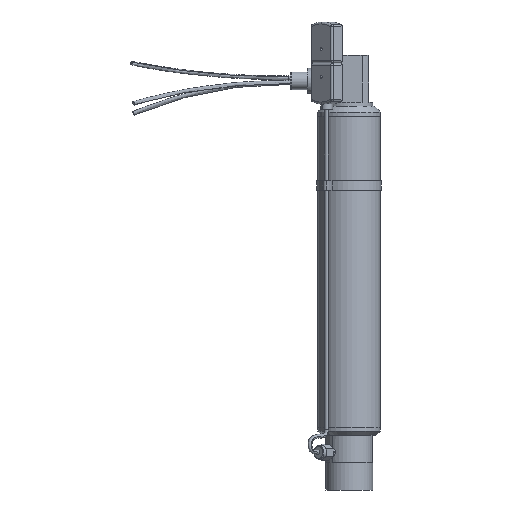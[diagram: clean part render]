
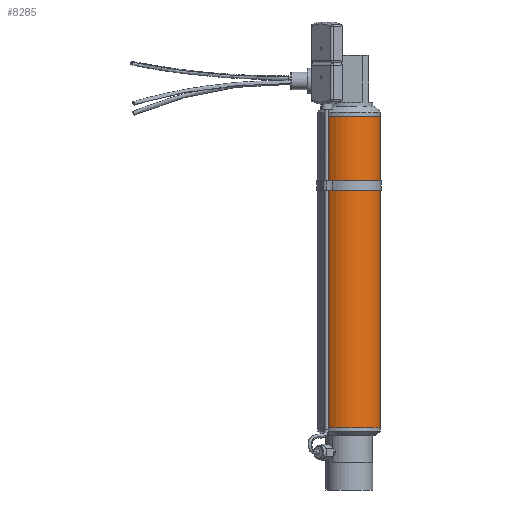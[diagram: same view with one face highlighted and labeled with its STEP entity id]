
A CAD part, front view. The second image highlights one B-rep face of the part: STEP entity #8285.
In plain terms, the highlighted cylindrical face has radius 25.4 mm (diameter 50.8 mm), a partial arc.
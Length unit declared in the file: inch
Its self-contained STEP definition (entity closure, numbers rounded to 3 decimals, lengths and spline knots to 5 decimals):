
#1138 = CARTESIAN_POINT ( 'NONE',  ( 0.70258, 0.71161, -14.32207 ) ) ;
#1250 = DIRECTION ( 'NONE',  ( 0., 0., 1. ) ) ;
#1648 = VERTEX_POINT ( 'NONE', #1138 ) ;
#1772 = DIRECTION ( 'NONE',  ( 0., 0., -1. ) ) ;
#1797 = LINE ( 'NONE', #4928, #6685 ) ;
#1798 = AXIS2_PLACEMENT_3D ( 'NONE', #8073, #12069, #8109 ) ;
#2139 = VERTEX_POINT ( 'NONE', #8016 ) ;
#2202 = ORIENTED_EDGE ( 'NONE', *, *, #7485, .T. ) ;
#2473 = ORIENTED_EDGE ( 'NONE', *, *, #11732, .F. ) ;
#2926 = VERTEX_POINT ( 'NONE', #5268 ) ;
#2934 = DIRECTION ( 'NONE',  ( 0., 0., 1. ) ) ;
#3243 = AXIS2_PLACEMENT_3D ( 'NONE', #7642, #1772, #8595 ) ;
#3264 = ORIENTED_EDGE ( 'NONE', *, *, #9630, .T. ) ;
#3450 = CYLINDRICAL_SURFACE ( 'NONE', #1798, 1. ) ;
#3458 = EDGE_LOOP ( 'NONE', ( #2202, #12723, #3264, #2473 ) ) ;
#3736 = CIRCLE ( 'NONE', #3243, 1. ) ;
#4928 = CARTESIAN_POINT ( 'NONE',  ( 0.70258, 0.71161, -14.32207 ) ) ;
#5192 = LINE ( 'NONE', #12056, #7106 ) ;
#5268 = CARTESIAN_POINT ( 'NONE',  ( 0.70258, 0.71161, -4.38207 ) ) ;
#6685 = VECTOR ( 'NONE', #9785, 39.37008 ) ;
#7106 = VECTOR ( 'NONE', #1250, 39.37008 ) ;
#7485 = EDGE_CURVE ( 'NONE', #7730, #1648, #10841, .T. ) ;
#7642 = CARTESIAN_POINT ( 'NONE',  ( 0., 0., -4.38207 ) ) ;
#7730 = VERTEX_POINT ( 'NONE', #11377 ) ;
#8016 = CARTESIAN_POINT ( 'NONE',  ( -0.70258, -0.71161, -4.38207 ) ) ;
#8073 = CARTESIAN_POINT ( 'NONE',  ( 0., 0., -14.32207 ) ) ;
#8109 = DIRECTION ( 'NONE',  ( -0.703, -0.712, 0. ) ) ;
#8285 = ADVANCED_FACE ( 'NONE', ( #8611 ), #3450, .T. ) ;
#8595 = DIRECTION ( 'NONE',  ( -0.703, -0.712, 0. ) ) ;
#8611 = FACE_OUTER_BOUND ( 'NONE', #3458, .T. ) ;
#8740 = CARTESIAN_POINT ( 'NONE',  ( 0., 0., -14.32207 ) ) ;
#9630 = EDGE_CURVE ( 'NONE', #2926, #2139, #3736, .T. ) ;
#9768 = DIRECTION ( 'NONE',  ( -0.703, -0.712, 0. ) ) ;
#9785 = DIRECTION ( 'NONE',  ( 0., 0., 1. ) ) ;
#10703 = AXIS2_PLACEMENT_3D ( 'NONE', #8740, #2934, #9768 ) ;
#10841 = CIRCLE ( 'NONE', #10703, 1. ) ;
#11377 = CARTESIAN_POINT ( 'NONE',  ( -0.70258, -0.71161, -14.32207 ) ) ;
#11530 = EDGE_CURVE ( 'NONE', #1648, #2926, #1797, .T. ) ;
#11732 = EDGE_CURVE ( 'NONE', #7730, #2139, #5192, .T. ) ;
#12056 = CARTESIAN_POINT ( 'NONE',  ( -0.70258, -0.71161, -14.32207 ) ) ;
#12069 = DIRECTION ( 'NONE',  ( 0., 0., 1. ) ) ;
#12723 = ORIENTED_EDGE ( 'NONE', *, *, #11530, .T. ) ;
